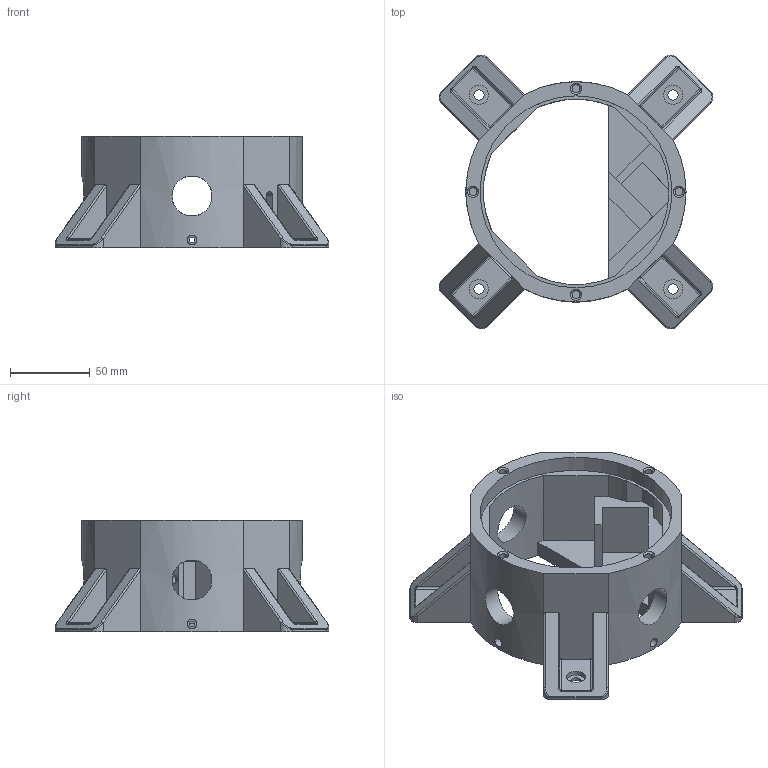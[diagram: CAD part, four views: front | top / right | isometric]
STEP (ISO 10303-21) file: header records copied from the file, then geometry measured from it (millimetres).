
FILE_DESCRIPTION(/* description */ (''),/* implementation_level */ '2;1');
FILE_NAME(/* name */ 'waist_container.step',/* time_stamp */ '2026-02-16T15:05:56-08:00',/* author */ (''),/* organization */ (''),/* preprocessor_version */ 'ST-DEVELOPER v20.1',/* originating_system */ 'Autodesk Translation Framework v14.24.0.0',/* authorisation */ '');
FILE_SCHEMA (('AUTOMOTIVE_DESIGN { 1 0 10303 214 3 1 1 }'));
Length unit declared in the file: millimetre
Products named in the file (4): Manuel 1.0; V4 robot arm; Waist; Waist container
Assembly tree (3 placements, depth 4):
  Manuel 1.0
    V4 robot arm
      Waist
        Waist container
Bounding box: 171.21 x 171.21 x 70 mm (x, y, z)
Volume: 402526.8 mm3; surface area: 95218.3 mm2
Topology: 1 solids, 1 shells, 191 faces, 482 edges, 309 vertices
Faces by surface type: cylinder 91, plane 71, bspline 16, torus 8, cone 5
Full cylindrical faces by diameter (mm): 2.9 x6, 3.4 x3, 5 x6, 6 x3, 6.4 x4, 12 x4, 25 x3, 120 x1
Entity records: 6915 total; most frequent: CARTESIAN_POINT 2135, DIRECTION 985, ORIENTED_EDGE 964, EDGE_CURVE 482, AXIS2_PLACEMENT_3D 369, VERTEX_POINT 309, LINE 247, VECTOR 247
